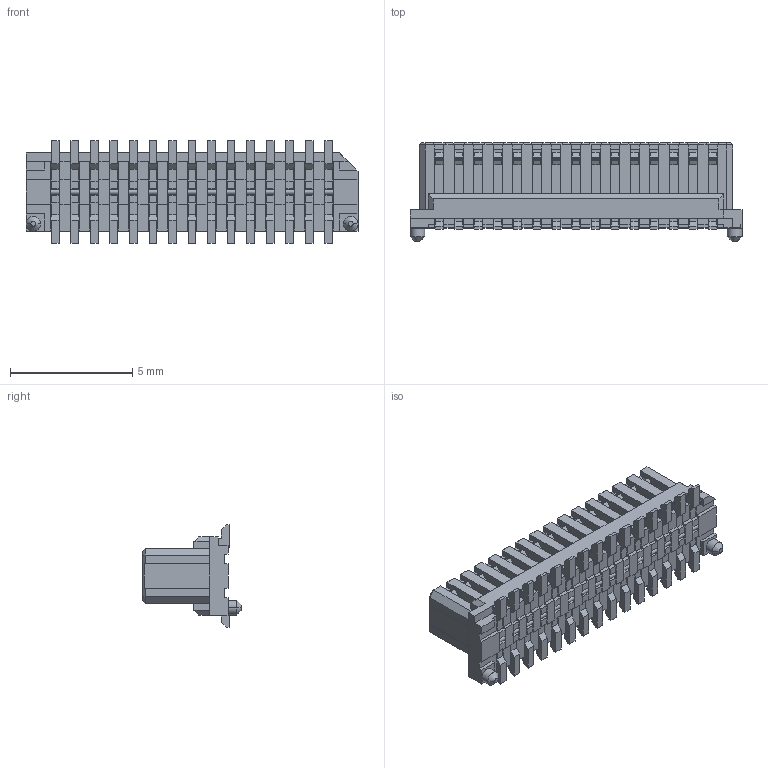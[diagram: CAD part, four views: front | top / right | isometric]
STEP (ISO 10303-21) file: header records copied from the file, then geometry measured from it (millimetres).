
FILE_DESCRIPTION((''),'2;1');
FILE_NAME('524653070','2014-06-05T',('me'),(''),'PRO/ENGINEER BY PARAMETRIC TECHNOLOGY CORPORATION, 2011490','PRO/ENGINEER BY PARAMETRIC TECHNOLOGY CORPORATION, 2011490','');
FILE_SCHEMA(('CONFIG_CONTROL_DESIGN'));
Length unit declared in the file: millimetre
Products named in the file (1): 524653070
Bounding box: 13.6 x 4.05 x 4.2 mm (x, y, z)
Volume: 105.5 mm3; surface area: 331 mm2
Topology: 1 solids, 1 shells, 1129 faces, 3151 edges, 2086 vertices
Faces by surface type: plane 1106, cylinder 19, cone 4
Entity records: 35162 total; most frequent: CARTESIAN_POINT 6239, ORIENTED_EDGE 6050, DIRECTION 5489, VECTOR 3073, LINE 3073, EDGE_CURVE 3025, VERTEX_POINT 1958, AXIS2_PLACEMENT_3D 1208
